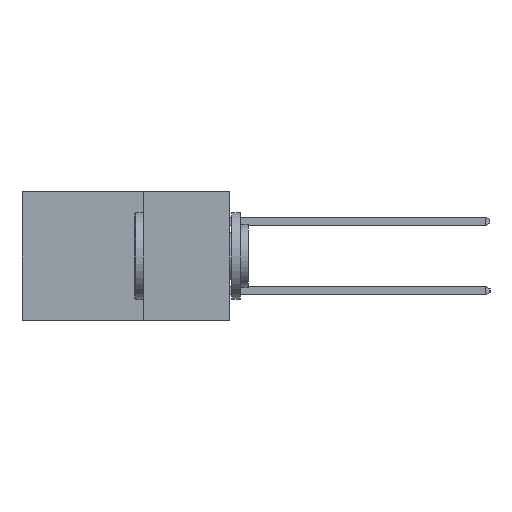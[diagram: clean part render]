
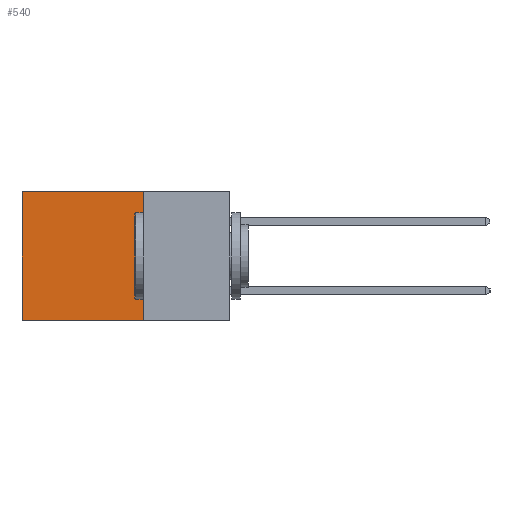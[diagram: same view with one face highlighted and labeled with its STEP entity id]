
A CAD part, left-side view. The second image highlights one B-rep face of the part: STEP entity #540.
In plain terms, the highlighted planar face has unit normal (-1, 0, 0).
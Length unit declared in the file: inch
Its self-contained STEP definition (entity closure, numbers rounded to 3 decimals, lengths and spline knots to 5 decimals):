
#252 = ORIENTED_EDGE ( 'NONE', *, *, #9454, .F. ) ;
#273 = LINE ( 'NONE', #5405, #3550 ) ;
#540 = ADVANCED_FACE ( 'NONE', ( #10445 ), #9229, .F. ) ;
#588 = VECTOR ( 'NONE', #10302, 39.37008 ) ;
#598 = DIRECTION ( 'NONE',  ( 1., 0., 0. ) ) ;
#828 = ORIENTED_EDGE ( 'NONE', *, *, #6132, .T. ) ;
#831 = LINE ( 'NONE', #7056, #12835 ) ;
#1217 = CARTESIAN_POINT ( 'NONE',  ( 0.2615, 0.25, 0. ) ) ;
#1572 = EDGE_CURVE ( 'NONE', #3849, #6257, #273, .T. ) ;
#2423 = ORIENTED_EDGE ( 'NONE', *, *, #13094, .T. ) ;
#3507 = ORIENTED_EDGE ( 'NONE', *, *, #1572, .F. ) ;
#3550 = VECTOR ( 'NONE', #6204, 39.37008 ) ;
#3849 = VERTEX_POINT ( 'NONE', #1217 ) ;
#5405 = CARTESIAN_POINT ( 'NONE',  ( 0.2615, 0.25, -0.37 ) ) ;
#6132 = EDGE_CURVE ( 'NONE', #12833, #8071, #7025, .T. ) ;
#6204 = DIRECTION ( 'NONE',  ( 0., 0., -1. ) ) ;
#6257 = VERTEX_POINT ( 'NONE', #11904 ) ;
#7025 = LINE ( 'NONE', #10318, #588 ) ;
#7056 = CARTESIAN_POINT ( 'NONE',  ( 0.2615, 0.25, 0. ) ) ;
#7071 = DIRECTION ( 'NONE',  ( 0., 1., 0. ) ) ;
#7081 = AXIS2_PLACEMENT_3D ( 'NONE', #7332, #598, #14732 ) ;
#7332 = CARTESIAN_POINT ( 'NONE',  ( 0.2615, 0.25, -0.37 ) ) ;
#8071 = VERTEX_POINT ( 'NONE', #9930 ) ;
#8115 = DIRECTION ( 'NONE',  ( 0., 1., 0. ) ) ;
#8150 = CARTESIAN_POINT ( 'NONE',  ( 0.2615, 0.25, -0.37 ) ) ;
#8707 = LINE ( 'NONE', #8150, #11687 ) ;
#9229 = PLANE ( 'NONE',  #7081 ) ;
#9454 = EDGE_CURVE ( 'NONE', #6257, #8071, #8707, .T. ) ;
#9930 = CARTESIAN_POINT ( 'NONE',  ( 0.2615, 0.6, -0.37 ) ) ;
#10302 = DIRECTION ( 'NONE',  ( 0., 0., -1. ) ) ;
#10318 = CARTESIAN_POINT ( 'NONE',  ( 0.2615, 0.6, -0.37 ) ) ;
#10445 = FACE_OUTER_BOUND ( 'NONE', #11669, .T. ) ;
#11669 = EDGE_LOOP ( 'NONE', ( #828, #252, #3507, #2423 ) ) ;
#11687 = VECTOR ( 'NONE', #8115, 39.37008 ) ;
#11904 = CARTESIAN_POINT ( 'NONE',  ( 0.2615, 0.25, -0.37 ) ) ;
#12833 = VERTEX_POINT ( 'NONE', #14645 ) ;
#12835 = VECTOR ( 'NONE', #7071, 39.37008 ) ;
#13094 = EDGE_CURVE ( 'NONE', #3849, #12833, #831, .T. ) ;
#14645 = CARTESIAN_POINT ( 'NONE',  ( 0.2615, 0.6, 0. ) ) ;
#14732 = DIRECTION ( 'NONE',  ( 0., 0., -1. ) ) ;
